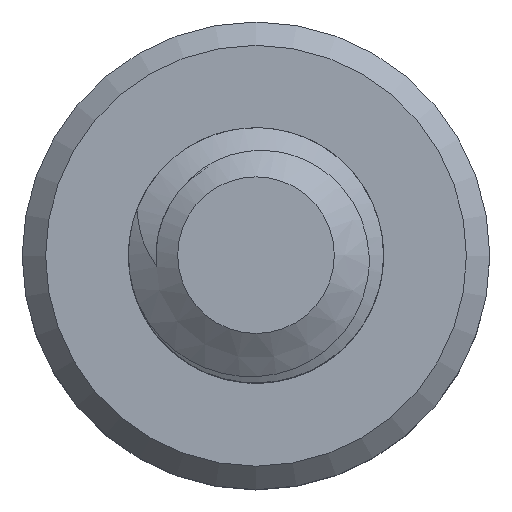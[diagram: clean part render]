
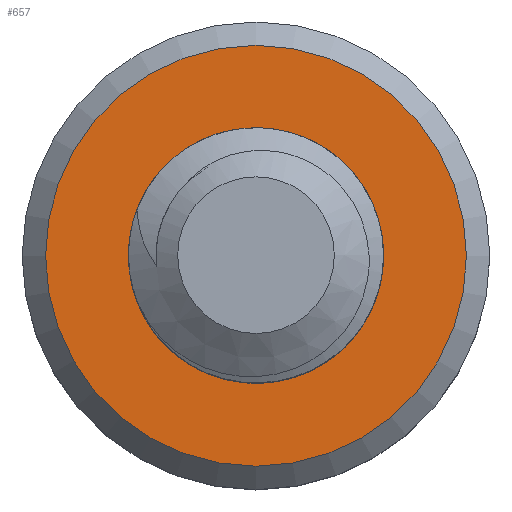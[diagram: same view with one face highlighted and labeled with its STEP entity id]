
A CAD part, top view. The second image highlights one B-rep face of the part: STEP entity #657.
In plain terms, the highlighted planar face has unit normal (0, 0, 1).
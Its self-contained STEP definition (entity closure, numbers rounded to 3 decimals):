
#16=FACE_BOUND('',#113,.T.);
#19=PLANE('',#736);
#71=FACE_OUTER_BOUND('',#112,.T.);
#112=EDGE_LOOP('',(#565,#566));
#113=EDGE_LOOP('',(#567,#568,#569,#570));
#126=CIRCLE('',#691,1.5);
#131=CIRCLE('',#712,2.475);
#132=CIRCLE('',#713,2.475);
#141=CIRCLE('',#727,1.175);
#185=B_SPLINE_CURVE_WITH_KNOTS('',3,(#3960,#3961,#3962,#3963,#3964,#3965,
#3966,#3967,#3968,#3969,#3970,#3971,#3972,#3973,#3974,#3975,#3976,#3977,
#3978,#3979,#3980,#3981,#3982,#3983,#3984,#3985,#3986,#3987,#3988,#3989,
#3990,#3991,#3992,#3993,#3994,#3995,#3996,#3997,#3998,#3999,#4000,#4001,
#4002,#4003,#4004,#4005,#4006,#4007,#4008),.UNSPECIFIED.,.F.,.F.,(4,3,3,
3,3,3,3,3,3,3,3,3,3,3,3,3,4),(0.,0.033,0.065,0.099,
0.115,0.133,0.159,0.169,
0.229,0.276,0.306,0.321,
0.325,0.336,0.342,0.347,
0.361),.UNSPECIFIED.);
#186=B_SPLINE_CURVE_WITH_KNOTS('',3,(#4275,#4276,#4277,#4278,#4279,#4280,
#4281,#4282,#4283,#4284,#4285,#4286,#4287,#4288,#4289,#4290,#4291,#4292,
#4293,#4294,#4295,#4296,#4297,#4298,#4299,#4300,#4301,#4302,#4303,#4304,
#4305,#4306,#4307,#4308,#4309,#4310,#4311,#4312,#4313,#4314,#4315,#4316,
#4317,#4318,#4319,#4320,#4321,#4322,#4323),.UNSPECIFIED.,.F.,.F.,(4,3,3,
3,3,3,3,3,3,3,3,3,3,3,3,3,4),(0.,0.041,0.081,
0.115,0.125,0.132,0.138,
0.148,0.155,0.183,0.204,
0.216,0.223,0.229,0.254,0.259,
0.298),.UNSPECIFIED.);
#253=VERTEX_POINT('',#906);
#254=VERTEX_POINT('',#932);
#290=VERTEX_POINT('',#3513);
#291=VERTEX_POINT('',#3515);
#302=VERTEX_POINT('',#3651);
#303=VERTEX_POINT('',#3674);
#316=EDGE_CURVE('',#253,#254,#126,.T.);
#368=EDGE_CURVE('',#291,#290,#131,.T.);
#369=EDGE_CURVE('',#290,#291,#132,.T.);
#386=EDGE_CURVE('',#303,#302,#141,.T.);
#389=EDGE_CURVE('',#302,#254,#185,.T.);
#390=EDGE_CURVE('',#253,#303,#186,.T.);
#565=ORIENTED_EDGE('',*,*,#368,.T.);
#566=ORIENTED_EDGE('',*,*,#369,.T.);
#567=ORIENTED_EDGE('',*,*,#316,.F.);
#568=ORIENTED_EDGE('',*,*,#390,.T.);
#569=ORIENTED_EDGE('',*,*,#386,.T.);
#570=ORIENTED_EDGE('',*,*,#389,.T.);
#657=ADVANCED_FACE('',(#71,#16),#19,.F.);
#691=AXIS2_PLACEMENT_3D('',#933,#754,#755);
#712=AXIS2_PLACEMENT_3D('',#3516,#812,#813);
#713=AXIS2_PLACEMENT_3D('',#3517,#814,#815);
#727=AXIS2_PLACEMENT_3D('',#3675,#845,#846);
#736=AXIS2_PLACEMENT_3D('',#4335,#863,#864);
#754=DIRECTION('center_axis',(0.,0.,1.));
#755=DIRECTION('ref_axis',(1.,0.,0.));
#812=DIRECTION('center_axis',(0.,0.,1.));
#813=DIRECTION('ref_axis',(-1.,0.,0.));
#814=DIRECTION('center_axis',(0.,0.,1.));
#815=DIRECTION('ref_axis',(-1.,0.,0.));
#845=DIRECTION('center_axis',(0.,0.,-1.));
#846=DIRECTION('ref_axis',(1.,0.,0.));
#863=DIRECTION('center_axis',(0.,0.,-1.));
#864=DIRECTION('ref_axis',(-1.,0.,0.));
#906=CARTESIAN_POINT('',(0.,1.5,-4.));
#932=CARTESIAN_POINT('',(-1.051,1.07,-4.));
#933=CARTESIAN_POINT('Origin',(0.,0.,-4.));
#3513=CARTESIAN_POINT('',(2.475,0.,-4.));
#3515=CARTESIAN_POINT('',(-2.475,0.,-4.));
#3516=CARTESIAN_POINT('Origin',(0.,0.,-4.));
#3517=CARTESIAN_POINT('Origin',(0.,0.,-4.));
#3651=CARTESIAN_POINT('',(0.,-1.175,-4.));
#3674=CARTESIAN_POINT('',(0.823,-0.839,-4.));
#3675=CARTESIAN_POINT('Origin',(0.,0.,-4.));
#3960=CARTESIAN_POINT('Ctrl Pts',(0.,-1.175,
-4.));
#3961=CARTESIAN_POINT('Ctrl Pts',(-0.109,-1.187,-4.));
#3962=CARTESIAN_POINT('Ctrl Pts',(-0.219,-1.184,
-4.));
#3963=CARTESIAN_POINT('Ctrl Pts',(-0.328,-1.167,
-4.));
#3964=CARTESIAN_POINT('Ctrl Pts',(-0.434,-1.15,
-4.));
#3965=CARTESIAN_POINT('Ctrl Pts',(-0.538,-1.119,
-4.));
#3966=CARTESIAN_POINT('Ctrl Pts',(-0.636,-1.075,
-4.));
#3967=CARTESIAN_POINT('Ctrl Pts',(-0.739,-1.029,
-4.));
#3968=CARTESIAN_POINT('Ctrl Pts',(-0.836,-0.969,
-4.));
#3969=CARTESIAN_POINT('Ctrl Pts',(-0.923,-0.897,
-4.));
#3970=CARTESIAN_POINT('Ctrl Pts',(-0.963,-0.864,
-4.));
#3971=CARTESIAN_POINT('Ctrl Pts',(-1.001,-0.827,-4.));
#3972=CARTESIAN_POINT('Ctrl Pts',(-1.035,-0.791,
-4.));
#3973=CARTESIAN_POINT('Ctrl Pts',(-1.076,-0.748,-4.));
#3974=CARTESIAN_POINT('Ctrl Pts',(-1.112,-0.704,
-4.));
#3975=CARTESIAN_POINT('Ctrl Pts',(-1.143,-0.66,
-4.));
#3976=CARTESIAN_POINT('Ctrl Pts',(-1.186,-0.599,
-4.));
#3977=CARTESIAN_POINT('Ctrl Pts',(-1.221,-0.54,
-4.));
#3978=CARTESIAN_POINT('Ctrl Pts',(-1.249,-0.484,
-4.));
#3979=CARTESIAN_POINT('Ctrl Pts',(-1.261,-0.46,
-4.));
#3980=CARTESIAN_POINT('Ctrl Pts',(-1.272,-0.438,
-4.));
#3981=CARTESIAN_POINT('Ctrl Pts',(-1.282,-0.415,-4.));
#3982=CARTESIAN_POINT('Ctrl Pts',(-1.337,-0.291,
-4.));
#3983=CARTESIAN_POINT('Ctrl Pts',(-1.373,-0.159,
-4.));
#3984=CARTESIAN_POINT('Ctrl Pts',(-1.389,-0.024,
-4.));
#3985=CARTESIAN_POINT('Ctrl Pts',(-1.402,0.082,
-4.));
#3986=CARTESIAN_POINT('Ctrl Pts',(-1.402,0.19,-4.));
#3987=CARTESIAN_POINT('Ctrl Pts',(-1.391,0.296,-4.));
#3988=CARTESIAN_POINT('Ctrl Pts',(-1.383,0.362,-4.));
#3989=CARTESIAN_POINT('Ctrl Pts',(-1.371,0.428,-4.));
#3990=CARTESIAN_POINT('Ctrl Pts',(-1.354,0.493,-4.));
#3991=CARTESIAN_POINT('Ctrl Pts',(-1.346,0.526,-4.));
#3992=CARTESIAN_POINT('Ctrl Pts',(-1.336,0.558,-4.));
#3993=CARTESIAN_POINT('Ctrl Pts',(-1.325,0.59,-4.));
#3994=CARTESIAN_POINT('Ctrl Pts',(-1.322,0.598,-4.));
#3995=CARTESIAN_POINT('Ctrl Pts',(-1.319,0.607,-4.));
#3996=CARTESIAN_POINT('Ctrl Pts',(-1.316,0.617,-4.));
#3997=CARTESIAN_POINT('Ctrl Pts',(-1.305,0.647,-4.));
#3998=CARTESIAN_POINT('Ctrl Pts',(-1.289,0.686,-4.));
#3999=CARTESIAN_POINT('Ctrl Pts',(-1.268,0.732,-4.));
#4000=CARTESIAN_POINT('Ctrl Pts',(-1.256,0.756,-4.));
#4001=CARTESIAN_POINT('Ctrl Pts',(-1.243,0.783,-4.));
#4002=CARTESIAN_POINT('Ctrl Pts',(-1.228,0.81,-4.));
#4003=CARTESIAN_POINT('Ctrl Pts',(-1.214,0.836,-4.));
#4004=CARTESIAN_POINT('Ctrl Pts',(-1.198,0.864,-4.));
#4005=CARTESIAN_POINT('Ctrl Pts',(-1.182,0.89,-4.));
#4006=CARTESIAN_POINT('Ctrl Pts',(-1.143,0.953,-4.));
#4007=CARTESIAN_POINT('Ctrl Pts',(-1.099,1.014,-4.));
#4008=CARTESIAN_POINT('Ctrl Pts',(-1.051,1.07,-4.));
#4275=CARTESIAN_POINT('Ctrl Pts',(0.,1.5,
-4.));
#4276=CARTESIAN_POINT('Ctrl Pts',(0.137,1.489,-4.));
#4277=CARTESIAN_POINT('Ctrl Pts',(0.272,1.457,-4.));
#4278=CARTESIAN_POINT('Ctrl Pts',(0.4,1.407,-4.));
#4279=CARTESIAN_POINT('Ctrl Pts',(0.524,1.359,-4.));
#4280=CARTESIAN_POINT('Ctrl Pts',(0.641,1.293,-4.));
#4281=CARTESIAN_POINT('Ctrl Pts',(0.747,1.212,-4.));
#4282=CARTESIAN_POINT('Ctrl Pts',(0.836,1.144,-4.));
#4283=CARTESIAN_POINT('Ctrl Pts',(0.916,1.066,-4.));
#4284=CARTESIAN_POINT('Ctrl Pts',(0.986,0.98,-4.));
#4285=CARTESIAN_POINT('Ctrl Pts',(1.008,0.953,-4.));
#4286=CARTESIAN_POINT('Ctrl Pts',(1.028,0.926,-4.));
#4287=CARTESIAN_POINT('Ctrl Pts',(1.048,0.897,-4.));
#4288=CARTESIAN_POINT('Ctrl Pts',(1.061,0.878,-4.));
#4289=CARTESIAN_POINT('Ctrl Pts',(1.074,0.859,-4.));
#4290=CARTESIAN_POINT('Ctrl Pts',(1.087,0.839,-4.));
#4291=CARTESIAN_POINT('Ctrl Pts',(1.096,0.824,-4.));
#4292=CARTESIAN_POINT('Ctrl Pts',(1.105,0.809,-4.));
#4293=CARTESIAN_POINT('Ctrl Pts',(1.115,0.792,-4.));
#4294=CARTESIAN_POINT('Ctrl Pts',(1.135,0.758,-4.));
#4295=CARTESIAN_POINT('Ctrl Pts',(1.155,0.72,-4.));
#4296=CARTESIAN_POINT('Ctrl Pts',(1.174,0.678,-4.));
#4297=CARTESIAN_POINT('Ctrl Pts',(1.186,0.652,-4.));
#4298=CARTESIAN_POINT('Ctrl Pts',(1.198,0.624,-4.));
#4299=CARTESIAN_POINT('Ctrl Pts',(1.209,0.595,-4.));
#4300=CARTESIAN_POINT('Ctrl Pts',(1.253,0.477,-4.));
#4301=CARTESIAN_POINT('Ctrl Pts',(1.28,0.352,-4.));
#4302=CARTESIAN_POINT('Ctrl Pts',(1.289,0.226,-4.));
#4303=CARTESIAN_POINT('Ctrl Pts',(1.295,0.132,-4.));
#4304=CARTESIAN_POINT('Ctrl Pts',(1.291,0.036,-4.));
#4305=CARTESIAN_POINT('Ctrl Pts',(1.276,-0.058,
-4.));
#4306=CARTESIAN_POINT('Ctrl Pts',(1.267,-0.114,-4.));
#4307=CARTESIAN_POINT('Ctrl Pts',(1.254,-0.169,-4.));
#4308=CARTESIAN_POINT('Ctrl Pts',(1.238,-0.224,-4.));
#4309=CARTESIAN_POINT('Ctrl Pts',(1.229,-0.254,-4.));
#4310=CARTESIAN_POINT('Ctrl Pts',(1.219,-0.283,-4.));
#4311=CARTESIAN_POINT('Ctrl Pts',(1.208,-0.313,-4.));
#4312=CARTESIAN_POINT('Ctrl Pts',(1.198,-0.337,-4.));
#4313=CARTESIAN_POINT('Ctrl Pts',(1.188,-0.361,-4.));
#4314=CARTESIAN_POINT('Ctrl Pts',(1.178,-0.383,-4.));
#4315=CARTESIAN_POINT('Ctrl Pts',(1.134,-0.48,-4.));
#4316=CARTESIAN_POINT('Ctrl Pts',(1.086,-0.554,-4.));
#4317=CARTESIAN_POINT('Ctrl Pts',(1.049,-0.606,-4.));
#4318=CARTESIAN_POINT('Ctrl Pts',(1.041,-0.616,-4.));
#4319=CARTESIAN_POINT('Ctrl Pts',(1.034,-0.626,-4.));
#4320=CARTESIAN_POINT('Ctrl Pts',(1.027,-0.635,-4.));
#4321=CARTESIAN_POINT('Ctrl Pts',(0.968,-0.711,
-4.));
#4322=CARTESIAN_POINT('Ctrl Pts',(0.9,-0.78,
-4.));
#4323=CARTESIAN_POINT('Ctrl Pts',(0.823,-0.839,-4.));
#4335=CARTESIAN_POINT('Origin',(0.,0.,-4.));
